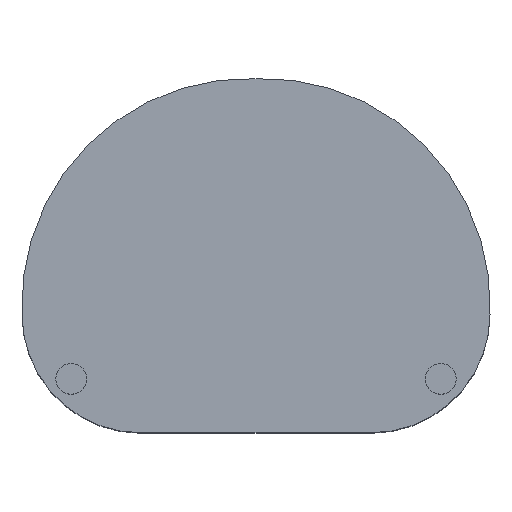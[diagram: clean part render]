
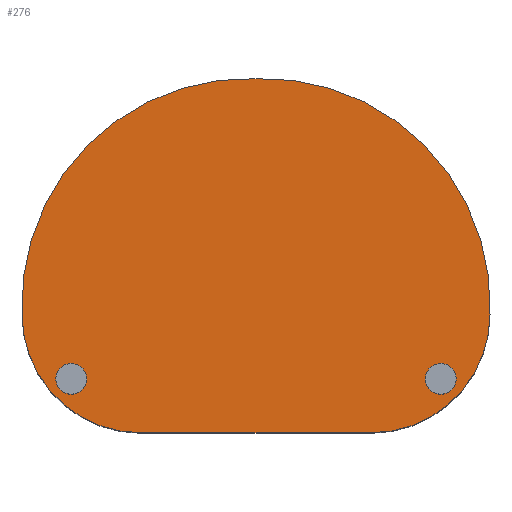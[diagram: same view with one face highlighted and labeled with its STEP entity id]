
A CAD part, top view. The second image highlights one B-rep face of the part: STEP entity #276.
In plain terms, the highlighted planar face has unit normal (0, 0, 1).
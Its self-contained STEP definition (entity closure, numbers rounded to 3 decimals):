
#83 = VERTEX_POINT('',#84);
#84 = CARTESIAN_POINT('',(-75.,-80.,217.));
#93 = PLANE('',#94);
#94 = AXIS2_PLACEMENT_3D('',#95,#96,#97);
#95 = CARTESIAN_POINT('',(-75.,-80.,0.));
#96 = DIRECTION('',(0.,1.,0.));
#97 = DIRECTION('',(1.,0.,0.));
#105 = CYLINDRICAL_SURFACE('',#106,77.);
#106 = AXIS2_PLACEMENT_3D('',#107,#108,#109);
#107 = CARTESIAN_POINT('',(-75.,-3.,0.));
#108 = DIRECTION('',(-0.,0.,-1.));
#109 = DIRECTION('',(-1.,0.,-0.));
#117 = EDGE_CURVE('',#83,#118,#120,.T.);
#118 = VERTEX_POINT('',#119);
#119 = CARTESIAN_POINT('',(75.,-80.,217.));
#120 = SURFACE_CURVE('',#121,(#125,#132),.PCURVE_S1.);
#121 = LINE('',#122,#123);
#122 = CARTESIAN_POINT('',(-75.,-80.,217.));
#123 = VECTOR('',#124,1.);
#124 = DIRECTION('',(1.,0.,0.));
#125 = PCURVE('',#93,#126);
#126 = DEFINITIONAL_REPRESENTATION('',(#127),#131);
#127 = LINE('',#128,#129);
#128 = CARTESIAN_POINT('',(0.,-217.));
#129 = VECTOR('',#130,1.);
#130 = DIRECTION('',(1.,0.));
#131 = ( GEOMETRIC_REPRESENTATION_CONTEXT(2) 
PARAMETRIC_REPRESENTATION_CONTEXT() REPRESENTATION_CONTEXT('2D SPACE',''
  ) );
#132 = PCURVE('',#133,#138);
#133 = PLANE('',#134);
#134 = AXIS2_PLACEMENT_3D('',#135,#136,#137);
#135 = CARTESIAN_POINT('',(0.,23.429,217.));
#136 = DIRECTION('',(0.,0.,1.));
#137 = DIRECTION('',(1.,0.,-0.));
#138 = DEFINITIONAL_REPRESENTATION('',(#139),#143);
#139 = LINE('',#140,#141);
#140 = CARTESIAN_POINT('',(-75.,-103.429));
#141 = VECTOR('',#142,1.);
#142 = DIRECTION('',(1.,0.));
#143 = ( GEOMETRIC_REPRESENTATION_CONTEXT(2) 
PARAMETRIC_REPRESENTATION_CONTEXT() REPRESENTATION_CONTEXT('2D SPACE',''
  ) );
#161 = CYLINDRICAL_SURFACE('',#162,77.);
#162 = AXIS2_PLACEMENT_3D('',#163,#164,#165);
#163 = CARTESIAN_POINT('',(75.,-3.,0.));
#164 = DIRECTION('',(0.,0.,-1.));
#165 = DIRECTION('',(1.,0.,0.));
#203 = VERTEX_POINT('',#204);
#204 = CARTESIAN_POINT('',(-152.,-3.,217.));
#220 = CYLINDRICAL_SURFACE('',#221,147.);
#221 = AXIS2_PLACEMENT_3D('',#222,#223,#224);
#222 = CARTESIAN_POINT('',(-5.126,3.089,0.));
#223 = DIRECTION('',(-0.,-0.,-1.));
#224 = DIRECTION('',(0.035,0.999,-0.));
#232 = EDGE_CURVE('',#203,#83,#233,.T.);
#233 = SURFACE_CURVE('',#234,(#239,#246),.PCURVE_S1.);
#234 = CIRCLE('',#235,77.);
#235 = AXIS2_PLACEMENT_3D('',#236,#237,#238);
#236 = CARTESIAN_POINT('',(-75.,-3.,217.));
#237 = DIRECTION('',(0.,-0.,1.));
#238 = DIRECTION('',(-1.,0.,-0.));
#239 = PCURVE('',#105,#240);
#240 = DEFINITIONAL_REPRESENTATION('',(#241),#245);
#241 = LINE('',#242,#243);
#242 = CARTESIAN_POINT('',(-0.,-217.));
#243 = VECTOR('',#244,1.);
#244 = DIRECTION('',(-1.,0.));
#245 = ( GEOMETRIC_REPRESENTATION_CONTEXT(2) 
PARAMETRIC_REPRESENTATION_CONTEXT() REPRESENTATION_CONTEXT('2D SPACE',''
  ) );
#246 = PCURVE('',#133,#247);
#247 = DEFINITIONAL_REPRESENTATION('',(#248),#252);
#248 = CIRCLE('',#249,77.);
#249 = AXIS2_PLACEMENT_2D('',#250,#251);
#250 = CARTESIAN_POINT('',(-75.,-26.429));
#251 = DIRECTION('',(-1.,0.));
#252 = ( GEOMETRIC_REPRESENTATION_CONTEXT(2) 
PARAMETRIC_REPRESENTATION_CONTEXT() REPRESENTATION_CONTEXT('2D SPACE',''
  ) );
#276 = ADVANCED_FACE('',(#277),#133,.T.);
#277 = FACE_BOUND('',#278,.T.);
#278 = EDGE_LOOP('',(#279,#280,#308,#341,#363));
#279 = ORIENTED_EDGE('',*,*,#117,.T.);
#280 = ORIENTED_EDGE('',*,*,#281,.F.);
#281 = EDGE_CURVE('',#282,#118,#284,.T.);
#282 = VERTEX_POINT('',#283);
#283 = CARTESIAN_POINT('',(152.,-3.,217.));
#284 = SURFACE_CURVE('',#285,(#290,#301),.PCURVE_S1.);
#285 = CIRCLE('',#286,77.);
#286 = AXIS2_PLACEMENT_3D('',#287,#288,#289);
#287 = CARTESIAN_POINT('',(75.,-3.,217.));
#288 = DIRECTION('',(0.,0.,-1.));
#289 = DIRECTION('',(1.,0.,0.));
#290 = PCURVE('',#133,#291);
#291 = DEFINITIONAL_REPRESENTATION('',(#292),#300);
#292 = ( BOUNDED_CURVE() B_SPLINE_CURVE(2,(#293,#294,#295,#296,#297,#298
,#299),.UNSPECIFIED.,.T.,.F.) B_SPLINE_CURVE_WITH_KNOTS((1,2,2,2,2,1),(
    -2.094,0.,2.094,4.189,6.283,
8.378),.UNSPECIFIED.) CURVE() GEOMETRIC_REPRESENTATION_ITEM() 
RATIONAL_B_SPLINE_CURVE((1.,0.5,1.,0.5,1.,0.5,1.)) REPRESENTATION_ITEM(
  '') );
#293 = CARTESIAN_POINT('',(152.,-26.429));
#294 = CARTESIAN_POINT('',(152.,-159.797));
#295 = CARTESIAN_POINT('',(36.5,-93.113));
#296 = CARTESIAN_POINT('',(-79.,-26.429));
#297 = CARTESIAN_POINT('',(36.5,40.255));
#298 = CARTESIAN_POINT('',(152.,106.939));
#299 = CARTESIAN_POINT('',(152.,-26.429));
#300 = ( GEOMETRIC_REPRESENTATION_CONTEXT(2) 
PARAMETRIC_REPRESENTATION_CONTEXT() REPRESENTATION_CONTEXT('2D SPACE',''
  ) );
#301 = PCURVE('',#161,#302);
#302 = DEFINITIONAL_REPRESENTATION('',(#303),#307);
#303 = LINE('',#304,#305);
#304 = CARTESIAN_POINT('',(0.,-217.));
#305 = VECTOR('',#306,1.);
#306 = DIRECTION('',(1.,0.));
#307 = ( GEOMETRIC_REPRESENTATION_CONTEXT(2) 
PARAMETRIC_REPRESENTATION_CONTEXT() REPRESENTATION_CONTEXT('2D SPACE',''
  ) );
#308 = ORIENTED_EDGE('',*,*,#309,.F.);
#309 = EDGE_CURVE('',#310,#282,#312,.T.);
#310 = VERTEX_POINT('',#311);
#311 = CARTESIAN_POINT('',(0.,150.,217.));
#312 = SURFACE_CURVE('',#313,(#318,#329),.PCURVE_S1.);
#313 = CIRCLE('',#314,147.);
#314 = AXIS2_PLACEMENT_3D('',#315,#316,#317);
#315 = CARTESIAN_POINT('',(5.126,3.089,217.));
#316 = DIRECTION('',(0.,0.,-1.));
#317 = DIRECTION('',(-0.035,0.999,0.));
#318 = PCURVE('',#133,#319);
#319 = DEFINITIONAL_REPRESENTATION('',(#320),#328);
#320 = ( BOUNDED_CURVE() B_SPLINE_CURVE(2,(#321,#322,#323,#324,#325,#326
,#327),.UNSPECIFIED.,.T.,.F.) B_SPLINE_CURVE_WITH_KNOTS((1,2,2,2,2,1),(
    -2.094,0.,2.094,4.189,6.283,
8.378),.UNSPECIFIED.) CURVE() GEOMETRIC_REPRESENTATION_ITEM() 
RATIONAL_B_SPLINE_CURVE((1.,0.5,1.,0.5,1.,0.5,1.)) REPRESENTATION_ITEM(
  '') );
#321 = CARTESIAN_POINT('',(0.,126.571));
#322 = CARTESIAN_POINT('',(254.457,135.45));
#323 = CARTESIAN_POINT('',(134.918,-89.355));
#324 = CARTESIAN_POINT('',(15.379,-314.16));
#325 = CARTESIAN_POINT('',(-119.539,-98.234));
#326 = CARTESIAN_POINT('',(-254.457,117.693));
#327 = CARTESIAN_POINT('',(0.,126.571));
#328 = ( GEOMETRIC_REPRESENTATION_CONTEXT(2) 
PARAMETRIC_REPRESENTATION_CONTEXT() REPRESENTATION_CONTEXT('2D SPACE',''
  ) );
#329 = PCURVE('',#330,#335);
#330 = CYLINDRICAL_SURFACE('',#331,147.);
#331 = AXIS2_PLACEMENT_3D('',#332,#333,#334);
#332 = CARTESIAN_POINT('',(5.126,3.089,0.));
#333 = DIRECTION('',(0.,0.,-1.));
#334 = DIRECTION('',(-0.035,0.999,0.));
#335 = DEFINITIONAL_REPRESENTATION('',(#336),#340);
#336 = LINE('',#337,#338);
#337 = CARTESIAN_POINT('',(0.,-217.));
#338 = VECTOR('',#339,1.);
#339 = DIRECTION('',(1.,0.));
#340 = ( GEOMETRIC_REPRESENTATION_CONTEXT(2) 
PARAMETRIC_REPRESENTATION_CONTEXT() REPRESENTATION_CONTEXT('2D SPACE',''
  ) );
#341 = ORIENTED_EDGE('',*,*,#342,.T.);
#342 = EDGE_CURVE('',#310,#203,#343,.T.);
#343 = SURFACE_CURVE('',#344,(#349,#356),.PCURVE_S1.);
#344 = CIRCLE('',#345,147.);
#345 = AXIS2_PLACEMENT_3D('',#346,#347,#348);
#346 = CARTESIAN_POINT('',(-5.126,3.089,217.));
#347 = DIRECTION('',(0.,0.,1.));
#348 = DIRECTION('',(0.035,0.999,-0.));
#349 = PCURVE('',#133,#350);
#350 = DEFINITIONAL_REPRESENTATION('',(#351),#355);
#351 = CIRCLE('',#352,147.);
#352 = AXIS2_PLACEMENT_2D('',#353,#354);
#353 = CARTESIAN_POINT('',(-5.126,-20.339));
#354 = DIRECTION('',(0.035,0.999));
#355 = ( GEOMETRIC_REPRESENTATION_CONTEXT(2) 
PARAMETRIC_REPRESENTATION_CONTEXT() REPRESENTATION_CONTEXT('2D SPACE',''
  ) );
#356 = PCURVE('',#220,#357);
#357 = DEFINITIONAL_REPRESENTATION('',(#358),#362);
#358 = LINE('',#359,#360);
#359 = CARTESIAN_POINT('',(-0.,-217.));
#360 = VECTOR('',#361,1.);
#361 = DIRECTION('',(-1.,0.));
#362 = ( GEOMETRIC_REPRESENTATION_CONTEXT(2) 
PARAMETRIC_REPRESENTATION_CONTEXT() REPRESENTATION_CONTEXT('2D SPACE',''
  ) );
#363 = ORIENTED_EDGE('',*,*,#232,.T.);
